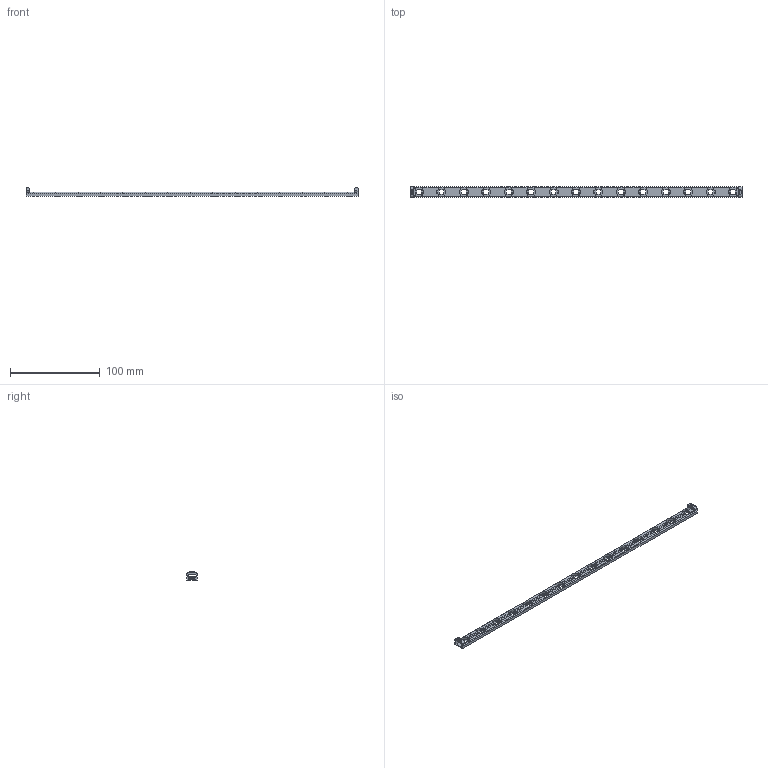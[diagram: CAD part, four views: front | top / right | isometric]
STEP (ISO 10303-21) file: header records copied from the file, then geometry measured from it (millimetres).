
FILE_DESCRIPTION (( 'STEP AP203' ), '1' );
FILE_NAME ('Neo Pixel SK6812 RGBW LED Strip 370.STEP', '2025-07-26T22:21:21', ( '' ), ( '' ), 'SwSTEP 2.0', 'SolidWorks 2025', '' );
FILE_SCHEMA (( 'CONFIG_CONTROL_DESIGN' ));
Length unit declared in the file: millimetre
Products named in the file (1): Neo Pixel SK6812 RGBW LED Strip 370
Bounding box: 370 x 12 x 9 mm (x, y, z)
Volume: 12833.4 mm3; surface area: 14442.8 mm2
Topology: 1 solids, 1 shells, 605 faces, 1962 edges, 1292 vertices
Faces by surface type: plane 500, cylinder 92, bspline 13
Entity records: 22235 total; most frequent: CARTESIAN_POINT 5665, ORIENTED_EDGE 3924, DIRECTION 2858, EDGE_CURVE 1962, VECTOR 1640, LINE 1640, VERTEX_POINT 1292, EDGE_LOOP 656
